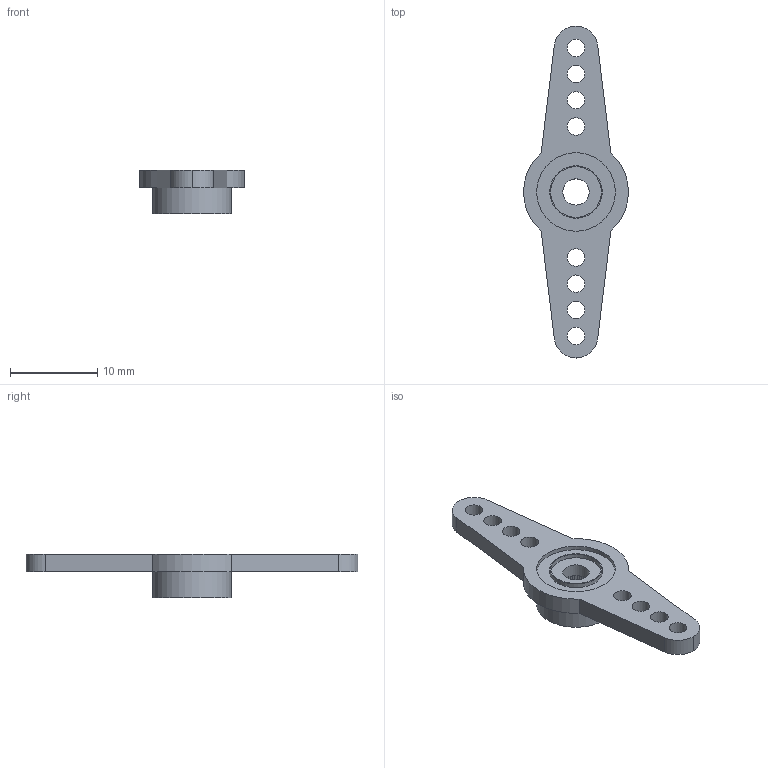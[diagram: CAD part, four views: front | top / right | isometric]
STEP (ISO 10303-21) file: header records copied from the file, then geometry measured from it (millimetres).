
FILE_DESCRIPTION(/* description */ (''),/* implementation_level */ '2;1');
FILE_NAME(/* name */ 'f3757834-5e49-498d-ad2d-2a8a6314baf3.stp',/* time_stamp */ '2019-02-24T07:35:51+00:00',/* author */ (''),/* organization */ (''),/* preprocessor_version */ 'ST-DEVELOPER v17.2',/* originating_system */ 'Autodesk Translation Framework v7.6.0.251',/* authorisation */ '');
FILE_SCHEMA (('AUTOMOTIVE_DESIGN { 1 0 10303 214 3 1 1 }'));
Length unit declared in the file: millimetre
Products named in the file (1): acople linear
Bounding box: 12 x 38 x 5 mm (x, y, z)
Volume: 572.2 mm3; surface area: 1029.4 mm2
Topology: 1 solids, 1 shells, 158 faces, 453 edges, 302 vertices
Faces by surface type: cylinder 83, plane 75
Full cylindrical faces by diameter (mm): 2 x8, 3 x1, 5.8 x1, 6 x1, 9 x2
Entity records: 5292 total; most frequent: DIRECTION 937, CARTESIAN_POINT 914, ORIENTED_EDGE 906, EDGE_CURVE 453, AXIS2_PLACEMENT_3D 325, VERTEX_POINT 302, LINE 287, VECTOR 287
